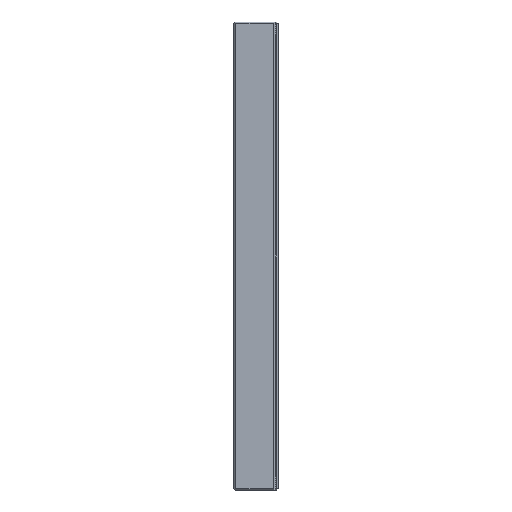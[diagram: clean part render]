
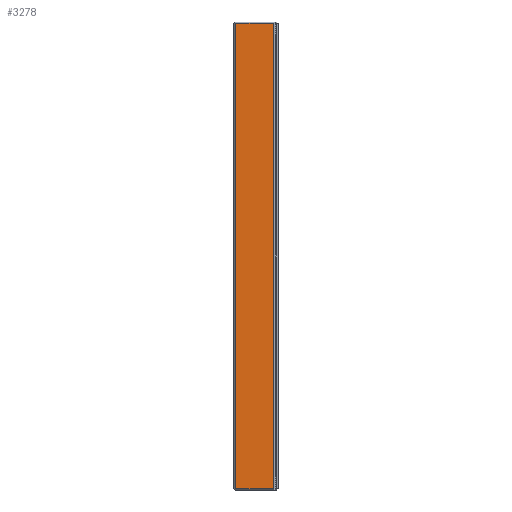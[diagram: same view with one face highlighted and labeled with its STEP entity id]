
A CAD part, left-side view. The second image highlights one B-rep face of the part: STEP entity #3278.
In plain terms, the highlighted planar face has unit normal (-1, 0, 0).
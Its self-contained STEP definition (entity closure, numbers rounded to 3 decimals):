
#1864 = VECTOR ( 'NONE', #16229, 1000. ) ;
#1865 = VECTOR ( 'NONE', #16225, 1000. ) ;
#1867 = VECTOR ( 'NONE', #16231, 1000. ) ;
#1868 = VECTOR ( 'NONE', #16217, 1000. ) ;
#2574 = AXIS2_PLACEMENT_3D ( 'NONE', #15774, #15780, #15781 ) ;
#3278 = ADVANCED_FACE ( 'NONE', ( #15778 ), #15772, .F. ) ;
#6080 = CARTESIAN_POINT ( 'NONE',  ( -10., 7.2, 42.25 ) ) ;
#6081 = CARTESIAN_POINT ( 'NONE',  ( -10., 0.3, -42.25 ) ) ;
#6084 = CARTESIAN_POINT ( 'NONE',  ( -10., 7.2, -42.25 ) ) ;
#6087 = CARTESIAN_POINT ( 'NONE',  ( -10., 0.3, 42.25 ) ) ;
#7001 = EDGE_CURVE ( 'NONE', #20873, #20877, #16214, .T. ) ;
#7004 = EDGE_CURVE ( 'NONE', #20877, #20874, #16223, .T. ) ;
#7005 = EDGE_CURVE ( 'NONE', #20880, #20874, #16226, .T. ) ;
#7006 = EDGE_CURVE ( 'NONE', #20880, #20873, #16197, .T. ) ;
#11914 = EDGE_LOOP ( 'NONE', ( #12353, #12354, #12355, #12356 ) ) ;
#12353 = ORIENTED_EDGE ( 'NONE', *, *, #7001, .T. ) ;
#12354 = ORIENTED_EDGE ( 'NONE', *, *, #7004, .T. ) ;
#12355 = ORIENTED_EDGE ( 'NONE', *, *, #7005, .F. ) ;
#12356 = ORIENTED_EDGE ( 'NONE', *, *, #7006, .T. ) ;
#15772 = PLANE ( 'NONE',  #2574 ) ;
#15774 = CARTESIAN_POINT ( 'NONE',  ( -10., 7.2, 42.5 ) ) ;
#15778 = FACE_OUTER_BOUND ( 'NONE', #11914, .T. ) ;
#15780 = DIRECTION ( 'NONE',  ( 1., 0., 0. ) ) ;
#15781 = DIRECTION ( 'NONE',  ( 0., 1., 0. ) ) ;
#16197 = LINE ( 'NONE', #16230, #1867 ) ;
#16214 = LINE ( 'NONE', #16216, #1868 ) ;
#16216 = CARTESIAN_POINT ( 'NONE',  ( -10., 7.2, 42.5 ) ) ;
#16217 = DIRECTION ( 'NONE',  ( 0., 0., -1. ) ) ;
#16223 = LINE ( 'NONE', #16224, #1865 ) ;
#16224 = CARTESIAN_POINT ( 'NONE',  ( -10., 7.2, -42.25 ) ) ;
#16225 = DIRECTION ( 'NONE',  ( 0., -1., 0. ) ) ;
#16226 = LINE ( 'NONE', #16228, #1864 ) ;
#16228 = CARTESIAN_POINT ( 'NONE',  ( -10., 0.3, 42.5 ) ) ;
#16229 = DIRECTION ( 'NONE',  ( 0., 0., -1. ) ) ;
#16230 = CARTESIAN_POINT ( 'NONE',  ( -10., 7.2, 42.25 ) ) ;
#16231 = DIRECTION ( 'NONE',  ( 0., 1., 0. ) ) ;
#20873 = VERTEX_POINT ( 'NONE', #6080 ) ;
#20874 = VERTEX_POINT ( 'NONE', #6081 ) ;
#20877 = VERTEX_POINT ( 'NONE', #6084 ) ;
#20880 = VERTEX_POINT ( 'NONE', #6087 ) ;
